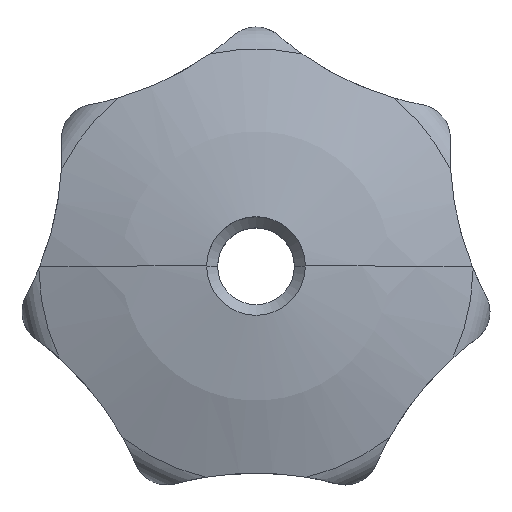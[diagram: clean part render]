
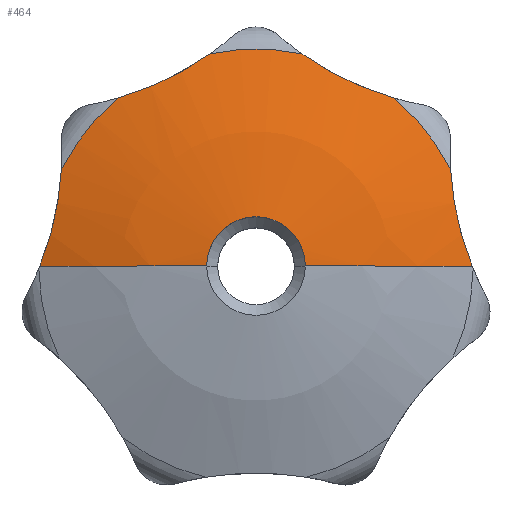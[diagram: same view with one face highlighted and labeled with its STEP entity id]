
A CAD part, top view. The second image highlights one B-rep face of the part: STEP entity #464.
In plain terms, the highlighted spherical face has radius 80 mm.
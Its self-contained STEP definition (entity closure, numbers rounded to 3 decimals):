
#282=EDGE_CURVE('',#522,#706,#810,.T.);
#302=EDGE_CURVE('',#316,#752,#832,.T.);
#306=EDGE_CURVE('',#332,#364,#836,.T.);
#316=VERTEX_POINT('',#846);
#332=VERTEX_POINT('',#863);
#364=VERTEX_POINT('',#898);
#376=EDGE_CURVE('',#380,#686,#910,.T.);
#380=VERTEX_POINT('',#914);
#400=EDGE_CURVE('',#642,#332,#935,.T.);
#464=ADVANCED_FACE('',(#1007),#1008,.T.);
#514=EDGE_CURVE('',#686,#316,#1062,.T.);
#522=VERTEX_POINT('',#1070);
#534=EDGE_CURVE('',#364,#522,#1083,.T.);
#570=EDGE_CURVE('',#610,#642,#1122,.T.);
#610=VERTEX_POINT('',#1167);
#636=EDGE_CURVE('',#752,#610,#1194,.T.);
#642=VERTEX_POINT('',#1200);
#686=VERTEX_POINT('',#1245);
#706=VERTEX_POINT('',#1268);
#734=EDGE_CURVE('',#706,#380,#1303,.T.);
#752=VERTEX_POINT('',#1322);
#810=B_SPLINE_CURVE_WITH_KNOTS('',3,(#1378,#1379,#1380,#1381,#1382,#1383,#1384,#1385,#1386,#1387,#1388,#1389,#1390,#1391),.UNSPECIFIED.,.F.,.F.,(4,2,2,2,2,2,4),(58.104,58.509,61.589,64.669,67.75,70.83,71.234),.UNSPECIFIED.);
#832=B_SPLINE_CURVE_WITH_KNOTS('',3,(#1449,#1450,#1451,#1452,#1453,#1454,#1455,#1456,#1457,#1458,#1459,#1460,#1461,#1462),.UNSPECIFIED.,.F.,.F.,(4,2,2,2,2,2,4),(58.104,58.509,61.589,64.669,67.75,70.83,71.234),.UNSPECIFIED.);
#836=B_SPLINE_CURVE_WITH_KNOTS('',3,(#1468,#1469,#1470,#1471,#1472,#1473,#1474,#1475,#1476,#1477,#1478,#1479,#1480,#1481),.UNSPECIFIED.,.F.,.F.,(4,2,2,2,2,2,4),(58.104,58.509,61.589,64.669,67.75,70.83,71.234),.UNSPECIFIED.);
#846=CARTESIAN_POINT('',(28.475,0.,34.761));
#863=CARTESIAN_POINT('',(-6.051,27.962,34.71));
#898=CARTESIAN_POINT('',(-18.089,22.165,34.71));
#910=CIRCLE('',#1641,6.5);
#914=CARTESIAN_POINT('',(-6.5,0.,39.736));
#935=CIRCLE('',#1687,28.609);
#1007=FACE_OUTER_BOUND('',#1869,.T.);
#1008=SPHERICAL_SURFACE('',#1870,80.);
#1062=CIRCLE('',#2016,80.);
#1070=CARTESIAN_POINT('',(-25.634,12.703,34.71));
#1083=CIRCLE('',#2054,28.609);
#1122=B_SPLINE_CURVE_WITH_KNOTS('',3,(#2131,#2132,#2133,#2134,#2135,#2136,#2137,#2138,#2139,#2140,#2141,#2142,#2143,#2144),.UNSPECIFIED.,.F.,.F.,(4,2,2,2,2,2,4),(58.104,58.509,61.589,64.669,67.75,70.83,71.234),.UNSPECIFIED.);
#1167=CARTESIAN_POINT('',(18.089,22.165,34.71));
#1194=CIRCLE('',#2289,28.609);
#1200=CARTESIAN_POINT('',(6.051,27.962,34.71));
#1245=CARTESIAN_POINT('',(6.5,0.,39.736));
#1268=CARTESIAN_POINT('',(-28.475,0.,34.761));
#1303=CIRCLE('',#2491,80.);
#1322=CARTESIAN_POINT('',(25.634,12.703,34.71));
#1378=CARTESIAN_POINT('',(-25.634,12.703,34.71));
#1379=CARTESIAN_POINT('',(-25.642,12.564,34.73));
#1380=CARTESIAN_POINT('',(-25.651,12.425,34.751));
#1381=CARTESIAN_POINT('',(-25.731,11.226,34.92));
#1382=CARTESIAN_POINT('',(-25.845,10.171,35.031));
#1383=CARTESIAN_POINT('',(-26.151,8.091,35.178));
#1384=CARTESIAN_POINT('',(-26.345,7.066,35.214));
#1385=CARTESIAN_POINT('',(-26.802,5.064,35.214));
#1386=CARTESIAN_POINT('',(-27.072,4.057,35.178));
#1387=CARTESIAN_POINT('',(-27.698,2.05,35.031));
#1388=CARTESIAN_POINT('',(-28.054,1.05,34.92));
#1389=CARTESIAN_POINT('',(-28.501,-0.065,34.751));
#1390=CARTESIAN_POINT('',(-28.554,-0.194,34.73));
#1391=CARTESIAN_POINT('',(-28.607,-0.323,34.71));
#1449=CARTESIAN_POINT('',(28.607,-0.323,34.71));
#1450=CARTESIAN_POINT('',(28.554,-0.194,34.73));
#1451=CARTESIAN_POINT('',(28.501,-0.065,34.751));
#1452=CARTESIAN_POINT('',(28.054,1.05,34.92));
#1453=CARTESIAN_POINT('',(27.698,2.05,35.031));
#1454=CARTESIAN_POINT('',(27.072,4.057,35.178));
#1455=CARTESIAN_POINT('',(26.802,5.064,35.214));
#1456=CARTESIAN_POINT('',(26.345,7.066,35.214));
#1457=CARTESIAN_POINT('',(26.151,8.091,35.178));
#1458=CARTESIAN_POINT('',(25.845,10.171,35.031));
#1459=CARTESIAN_POINT('',(25.731,11.226,34.92));
#1460=CARTESIAN_POINT('',(25.651,12.425,34.751));
#1461=CARTESIAN_POINT('',(25.642,12.564,34.73));
#1462=CARTESIAN_POINT('',(25.634,12.703,34.71));
#1468=CARTESIAN_POINT('',(-6.051,27.962,34.71));
#1469=CARTESIAN_POINT('',(-6.165,27.881,34.73));
#1470=CARTESIAN_POINT('',(-6.279,27.801,34.751));
#1471=CARTESIAN_POINT('',(-7.267,27.117,34.92));
#1472=CARTESIAN_POINT('',(-8.162,26.548,35.031));
#1473=CARTESIAN_POINT('',(-9.979,25.491,35.178));
#1474=CARTESIAN_POINT('',(-10.901,25.003,35.214));
#1475=CARTESIAN_POINT('',(-12.751,24.112,35.214));
#1476=CARTESIAN_POINT('',(-13.708,23.695,35.178));
#1477=CARTESIAN_POINT('',(-15.667,22.934,35.031));
#1478=CARTESIAN_POINT('',(-16.67,22.588,34.92));
#1479=CARTESIAN_POINT('',(-17.821,22.243,34.751));
#1480=CARTESIAN_POINT('',(-17.955,22.203,34.73));
#1481=CARTESIAN_POINT('',(-18.089,22.165,34.71));
#1641=AXIS2_PLACEMENT_3D('',#2718,#2719,#2720);
#1687=AXIS2_PLACEMENT_3D('',#2739,#2740,#2741);
#1869=EDGE_LOOP('',(#2831,#2832,#2833,#2834,#2835,#2836,#2837,#2838,#2839,#2840));
#1870=AXIS2_PLACEMENT_3D('',#2841,#2842,#2843);
#2016=AXIS2_PLACEMENT_3D('',#2886,#2887,#2888);
#2054=AXIS2_PLACEMENT_3D('',#2904,#2905,#2906);
#2131=CARTESIAN_POINT('',(18.089,22.165,34.71));
#2132=CARTESIAN_POINT('',(17.955,22.203,34.73));
#2133=CARTESIAN_POINT('',(17.821,22.243,34.751));
#2134=CARTESIAN_POINT('',(16.67,22.588,34.92));
#2135=CARTESIAN_POINT('',(15.667,22.934,35.031));
#2136=CARTESIAN_POINT('',(13.708,23.695,35.178));
#2137=CARTESIAN_POINT('',(12.751,24.112,35.214));
#2138=CARTESIAN_POINT('',(10.901,25.003,35.214));
#2139=CARTESIAN_POINT('',(9.979,25.491,35.178));
#2140=CARTESIAN_POINT('',(8.162,26.548,35.031));
#2141=CARTESIAN_POINT('',(7.267,27.117,34.92));
#2142=CARTESIAN_POINT('',(6.279,27.801,34.751));
#2143=CARTESIAN_POINT('',(6.165,27.881,34.73));
#2144=CARTESIAN_POINT('',(6.051,27.962,34.71));
#2289=AXIS2_PLACEMENT_3D('',#3025,#3026,#3027);
#2491=AXIS2_PLACEMENT_3D('',#3122,#3123,#3124);
#2718=CARTESIAN_POINT('',(0.,0.,39.736));
#2719=DIRECTION('',(0.,0.,-1.0));
#2720=DIRECTION('',(1.0,0.,0.));
#2739=CARTESIAN_POINT('',(0.,0.,34.71));
#2740=DIRECTION('',(0.,0.,1.0));
#2741=DIRECTION('',(1.0,0.,0.));
#2831=ORIENTED_EDGE('',*,*,#514,.T.);
#2832=ORIENTED_EDGE('',*,*,#302,.T.);
#2833=ORIENTED_EDGE('',*,*,#636,.T.);
#2834=ORIENTED_EDGE('',*,*,#570,.T.);
#2835=ORIENTED_EDGE('',*,*,#400,.T.);
#2836=ORIENTED_EDGE('',*,*,#306,.T.);
#2837=ORIENTED_EDGE('',*,*,#534,.T.);
#2838=ORIENTED_EDGE('',*,*,#282,.T.);
#2839=ORIENTED_EDGE('',*,*,#734,.T.);
#2840=ORIENTED_EDGE('',*,*,#376,.T.);
#2841=CARTESIAN_POINT('',(0.,0.,-40.));
#2842=DIRECTION('',(0.,0.,1.0));
#2843=DIRECTION('',(-1.0,0.,0.0));
#2886=CARTESIAN_POINT('',(0.,0.,-40.));
#2887=DIRECTION('',(0.,1.0,0.));
#2888=DIRECTION('',(0.0,0.,-1.0));
#2904=CARTESIAN_POINT('',(0.,0.,34.71));
#2905=DIRECTION('',(0.,0.,1.0));
#2906=DIRECTION('',(1.0,0.,0.));
#3025=CARTESIAN_POINT('',(0.,0.,34.71));
#3026=DIRECTION('',(0.,0.,1.0));
#3027=DIRECTION('',(1.0,0.,0.));
#3122=CARTESIAN_POINT('',(0.,0.,-40.));
#3123=DIRECTION('',(0.,1.0,0.));
#3124=DIRECTION('',(0.0,0.,-1.0));
